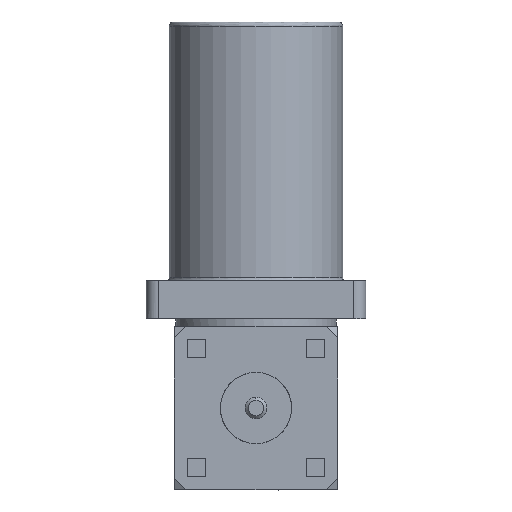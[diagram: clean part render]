
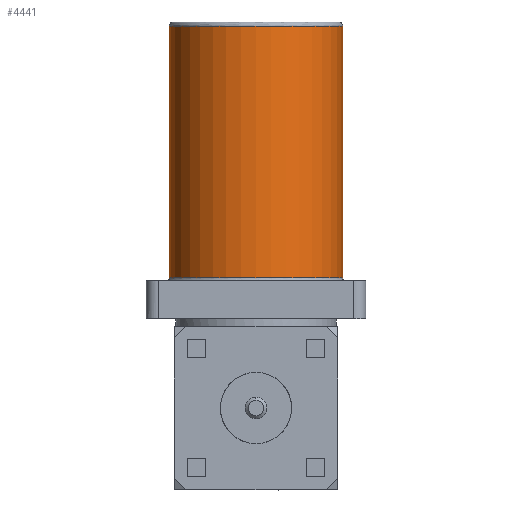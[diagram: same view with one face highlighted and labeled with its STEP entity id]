
A CAD part, front view. The second image highlights one B-rep face of the part: STEP entity #4441.
In plain terms, the highlighted cylindrical face has radius 3.708 mm (diameter 7.417 mm), a partial arc.
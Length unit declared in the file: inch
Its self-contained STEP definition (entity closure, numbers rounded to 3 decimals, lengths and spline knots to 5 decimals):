
#179 = CARTESIAN_POINT ( 'NONE',  ( 0., 0., -0.09665 ) ) ;
#211 = LINE ( 'NONE', #2450, #2448 ) ;
#259 = ORIENTED_EDGE ( 'NONE', *, *, #3551, .T. ) ;
#581 = AXIS2_PLACEMENT_3D ( 'NONE', #2498, #4000, #2127 ) ;
#632 = DIRECTION ( 'NONE',  ( 0., 0., -1. ) ) ;
#712 = VERTEX_POINT ( 'NONE', #1302 ) ;
#884 = EDGE_LOOP ( 'NONE', ( #3119, #4350, #4090, #259 ) ) ;
#1007 = VERTEX_POINT ( 'NONE', #1190 ) ;
#1188 = VERTEX_POINT ( 'NONE', #2781 ) ;
#1190 = CARTESIAN_POINT ( 'NONE',  ( 0.146, 0., -0.52065 ) ) ;
#1302 = CARTESIAN_POINT ( 'NONE',  ( 0.146, 0., -0.09665 ) ) ;
#1311 = CARTESIAN_POINT ( 'NONE',  ( 0., 0., -0.52065 ) ) ;
#1587 = CARTESIAN_POINT ( 'NONE',  ( -0.146, 0., -0.08965 ) ) ;
#1721 = DIRECTION ( 'NONE',  ( -1., 0., 0. ) ) ;
#2007 = DIRECTION ( 'NONE',  ( -1., 0., 0. ) ) ;
#2074 = AXIS2_PLACEMENT_3D ( 'NONE', #1311, #2118, #1721 ) ;
#2084 = EDGE_CURVE ( 'NONE', #712, #1007, #211, .T. ) ;
#2118 = DIRECTION ( 'NONE',  ( 0., 0., 1. ) ) ;
#2127 = DIRECTION ( 'NONE',  ( -1., 0., 0. ) ) ;
#2387 = CIRCLE ( 'NONE', #2074, 0.146 ) ;
#2448 = VECTOR ( 'NONE', #632, 39.37008 ) ;
#2450 = CARTESIAN_POINT ( 'NONE',  ( 0.146, 0., -0.08965 ) ) ;
#2498 = CARTESIAN_POINT ( 'NONE',  ( 0., 0., -0.08965 ) ) ;
#2625 = AXIS2_PLACEMENT_3D ( 'NONE', #179, #3137, #2007 ) ;
#2773 = DIRECTION ( 'NONE',  ( 0., 0., -1. ) ) ;
#2781 = CARTESIAN_POINT ( 'NONE',  ( -0.146, 0., -0.09665 ) ) ;
#2808 = VECTOR ( 'NONE', #2773, 39.37008 ) ;
#2852 = FACE_OUTER_BOUND ( 'NONE', #884, .T. ) ;
#3119 = ORIENTED_EDGE ( 'NONE', *, *, #2084, .F. ) ;
#3137 = DIRECTION ( 'NONE',  ( 0., 0., -1. ) ) ;
#3361 = CARTESIAN_POINT ( 'NONE',  ( -0.146, 0., -0.52065 ) ) ;
#3551 = EDGE_CURVE ( 'NONE', #4610, #1007, #2387, .T. ) ;
#4000 = DIRECTION ( 'NONE',  ( 0., 0., -1. ) ) ;
#4090 = ORIENTED_EDGE ( 'NONE', *, *, #4713, .T. ) ;
#4205 = EDGE_CURVE ( 'NONE', #712, #1188, #4323, .T. ) ;
#4323 = CIRCLE ( 'NONE', #2625, 0.146 ) ;
#4336 = CYLINDRICAL_SURFACE ( 'NONE', #581, 0.146 ) ;
#4350 = ORIENTED_EDGE ( 'NONE', *, *, #4205, .T. ) ;
#4441 = ADVANCED_FACE ( 'NONE', ( #2852 ), #4336, .T. ) ;
#4610 = VERTEX_POINT ( 'NONE', #3361 ) ;
#4626 = LINE ( 'NONE', #1587, #2808 ) ;
#4713 = EDGE_CURVE ( 'NONE', #1188, #4610, #4626, .T. ) ;
